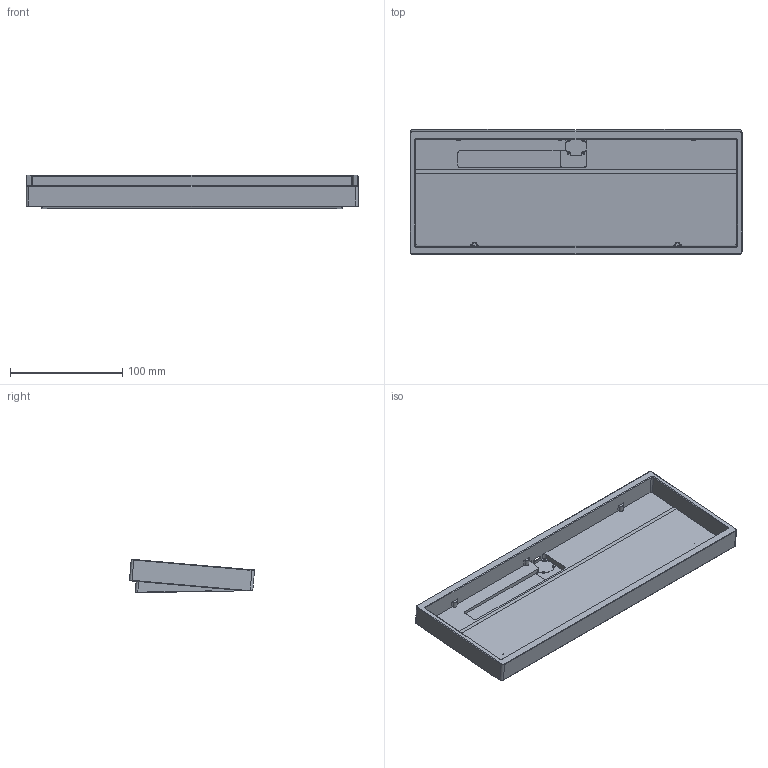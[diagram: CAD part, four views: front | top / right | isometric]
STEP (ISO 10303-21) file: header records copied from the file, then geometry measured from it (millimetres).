
FILE_DESCRIPTION(/* description */ (''),/* implementation_level */ '2;1');
FILE_NAME(/* name */ 'bakeneko-60-case-weighted.step',/* time_stamp */ '2022-01-20T12:18:27-07:00',/* author */ (''),/* organization */ (''),/* preprocessor_version */ 'ST-DEVELOPER v18.1',/* originating_system */ 'Autodesk Translation Framework v10.10.0.1391',/* authorisation */ '');
FILE_SCHEMA (('AUTOMOTIVE_DESIGN { 1 0 10303 214 3 1 1 }'));
Length unit declared in the file: metre
Products named in the file (1): bakeneko-60-case
Bounding box: 295.7 x 111.37 x 29.77 mm (x, y, z)
Volume: 252680.6 mm3; surface area: 98679.5 mm2
Topology: 1 solids, 1 shells, 178 faces, 448 edges, 286 vertices
Faces by surface type: plane 89, cylinder 71, cone 14, bspline 4
Full cylindrical faces by diameter (mm): 1.623 x8, 8.3 x4
Entity records: 5528 total; most frequent: CARTESIAN_POINT 1105, DIRECTION 942, ORIENTED_EDGE 896, EDGE_CURVE 448, AXIS2_PLACEMENT_3D 327, LINE 288, VECTOR 288, VERTEX_POINT 286
